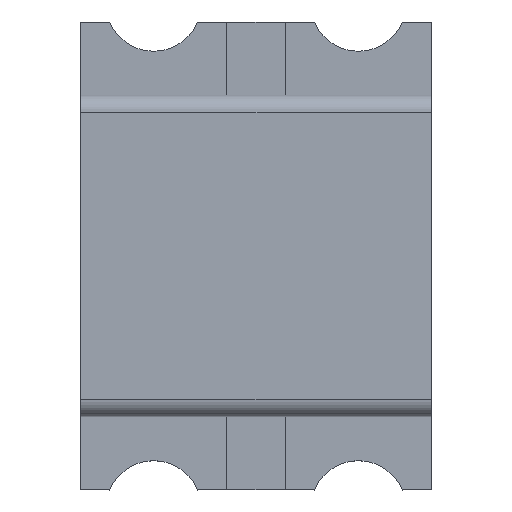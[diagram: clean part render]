
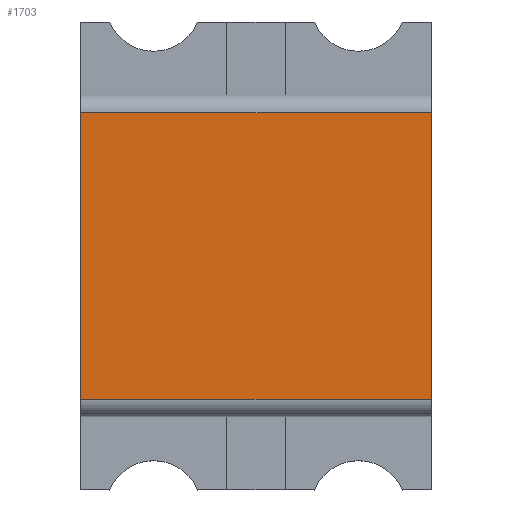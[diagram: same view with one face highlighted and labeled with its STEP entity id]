
A CAD part, top view. The second image highlights one B-rep face of the part: STEP entity #1703.
In plain terms, the highlighted planar face has unit normal (0, 0, 1).
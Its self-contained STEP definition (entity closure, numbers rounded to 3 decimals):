
#1557 = VERTEX_POINT('',#1558);
#1558 = CARTESIAN_POINT('',(0.6,0.49,0.41));
#1564 = EDGE_CURVE('',#1557,#1565,#1567,.T.);
#1565 = VERTEX_POINT('',#1566);
#1566 = CARTESIAN_POINT('',(0.6,-0.49,0.41));
#1567 = LINE('',#1568,#1569);
#1568 = CARTESIAN_POINT('',(0.6,0.49,0.41));
#1569 = VECTOR('',#1570,1.);
#1570 = DIRECTION('',(0.,-1.,0.));
#1621 = VERTEX_POINT('',#1622);
#1622 = CARTESIAN_POINT('',(-0.6,0.49,0.41));
#1646 = VERTEX_POINT('',#1647);
#1647 = CARTESIAN_POINT('',(-0.6,-0.49,0.41));
#1653 = EDGE_CURVE('',#1646,#1621,#1654,.T.);
#1654 = LINE('',#1655,#1656);
#1655 = CARTESIAN_POINT('',(-0.6,-0.49,0.41));
#1656 = VECTOR('',#1657,1.);
#1657 = DIRECTION('',(0.,1.,0.));
#1667 = EDGE_CURVE('',#1621,#1557,#1668,.T.);
#1668 = LINE('',#1669,#1670);
#1669 = CARTESIAN_POINT('',(-0.6,0.49,0.41));
#1670 = VECTOR('',#1671,1.);
#1671 = DIRECTION('',(1.,0.,0.));
#1703 = ADVANCED_FACE('',(#1704),#1715,.F.);
#1704 = FACE_BOUND('',#1705,.F.);
#1705 = EDGE_LOOP('',(#1706,#1707,#1708,#1714));
#1706 = ORIENTED_EDGE('',*,*,#1667,.T.);
#1707 = ORIENTED_EDGE('',*,*,#1564,.T.);
#1708 = ORIENTED_EDGE('',*,*,#1709,.T.);
#1709 = EDGE_CURVE('',#1565,#1646,#1710,.T.);
#1710 = LINE('',#1711,#1712);
#1711 = CARTESIAN_POINT('',(0.6,-0.49,0.41));
#1712 = VECTOR('',#1713,1.);
#1713 = DIRECTION('',(-1.,0.,0.));
#1714 = ORIENTED_EDGE('',*,*,#1653,.T.);
#1715 = PLANE('',#1716);
#1716 = AXIS2_PLACEMENT_3D('',#1717,#1718,#1719);
#1717 = CARTESIAN_POINT('',(0.,0.,0.41));
#1718 = DIRECTION('',(0.,0.,-1.));
#1719 = DIRECTION('',(-1.,0.,0.));
